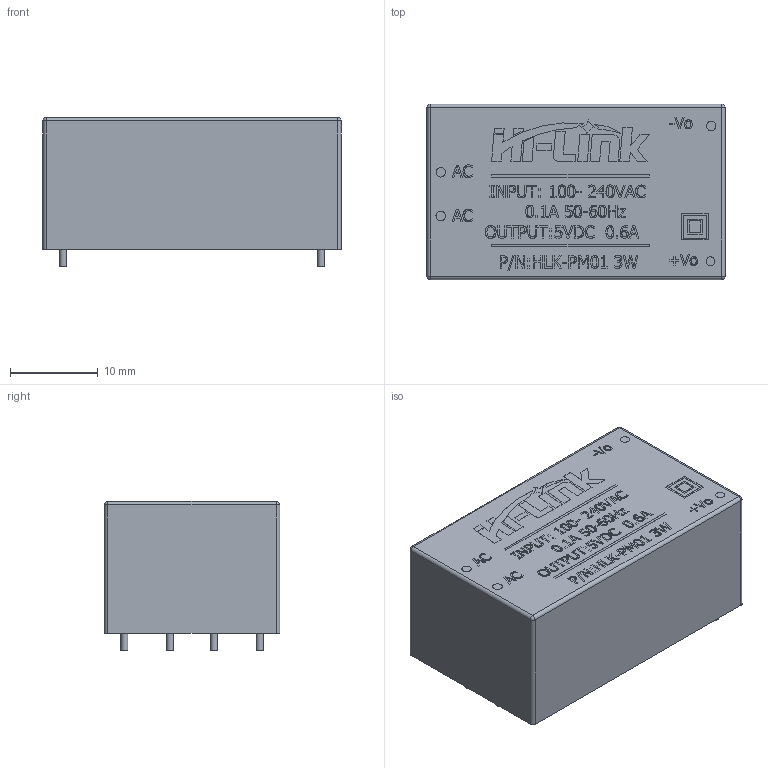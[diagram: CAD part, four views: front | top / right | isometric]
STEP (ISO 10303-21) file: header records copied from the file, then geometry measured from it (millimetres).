
FILE_DESCRIPTION(/* description */ (''),/* implementation_level */ '2;1');
FILE_NAME(/* name */ 'HLK-PM01.stp',/* time_stamp */ '2020-09-30T09:54:20-03:00',/* author */ ('laguerre'),/* organization */ (''),/* preprocessor_version */ 'ST-DEVELOPER v17',/* originating_system */ 'Autodesk Inventor 2018',/* authorisation */ '');
FILE_SCHEMA (('AUTOMOTIVE_DESIGN { 1 0 10303 214 3 1 1 }'));
Length unit declared in the file: millimetre
Products named in the file (1): HLK-PM
Bounding box: 34 x 20 x 17.01 mm (x, y, z)
Volume: 10199.2 mm3; surface area: 2977.2 mm2
Topology: 1 solids, 1 shells, 1015 faces, 2673 edges, 1778 vertices
Faces by surface type: plane 631, bspline 351, cylinder 29, sphere 4
Full cylindrical faces by diameter (mm): 0.8 x4, 1.004 x1, 1.066 x1, 1.07 x1, 1.094 x1
Entity records: 33999 total; most frequent: CARTESIAN_POINT 11085, ORIENTED_EDGE 5346, DIRECTION 3359, EDGE_CURVE 2673, LINE 1913, VECTOR 1913, VERTEX_POINT 1778, EDGE_LOOP 1133
